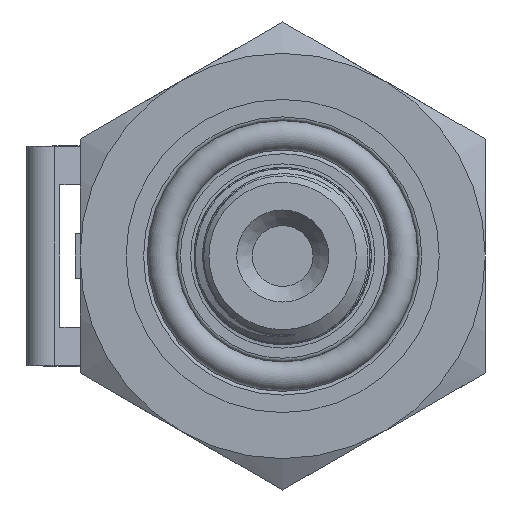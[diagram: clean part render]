
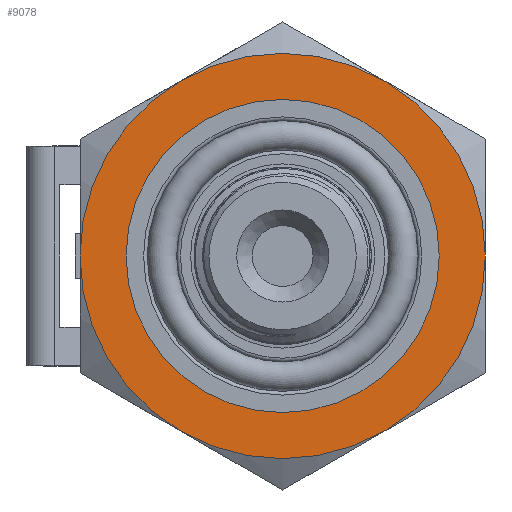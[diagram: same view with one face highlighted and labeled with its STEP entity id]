
A CAD part, left-side view. The second image highlights one B-rep face of the part: STEP entity #9078.
In plain terms, the highlighted planar face has unit normal (-1, 0, 0).
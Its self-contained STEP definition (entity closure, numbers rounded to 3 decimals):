
#439=FACE_BOUND('',#1545,.T.);
#511=PLANE('',#9455);
#987=FACE_OUTER_BOUND('',#1544,.T.);
#1544=EDGE_LOOP('',(#7795,#7796,#7797,#7798,#7799,#7800));
#1545=EDGE_LOOP('',(#7801));
#1789=CIRCLE('',#9389,11.);
#1790=CIRCLE('',#9391,11.);
#1791=CIRCLE('',#9393,11.);
#1792=CIRCLE('',#9395,11.);
#1793=CIRCLE('',#9397,11.);
#1794=CIRCLE('',#9399,11.);
#1822=CIRCLE('',#9454,8.5);
#4240=VERTEX_POINT('',#20323);
#4241=VERTEX_POINT('',#20327);
#4243=VERTEX_POINT('',#20334);
#4245=VERTEX_POINT('',#20344);
#4247=VERTEX_POINT('',#20357);
#4249=VERTEX_POINT('',#20367);
#4279=VERTEX_POINT('',#22908);
#5431=EDGE_CURVE('',#4240,#4241,#1789,.T.);
#5434=EDGE_CURVE('',#4243,#4240,#1790,.T.);
#5437=EDGE_CURVE('',#4245,#4243,#1791,.T.);
#5439=EDGE_CURVE('',#4247,#4245,#1792,.T.);
#5442=EDGE_CURVE('',#4249,#4247,#1793,.T.);
#5445=EDGE_CURVE('',#4241,#4249,#1794,.T.);
#5503=EDGE_CURVE('',#4279,#4279,#1822,.T.);
#7795=ORIENTED_EDGE('',*,*,#5445,.T.);
#7796=ORIENTED_EDGE('',*,*,#5442,.T.);
#7797=ORIENTED_EDGE('',*,*,#5439,.T.);
#7798=ORIENTED_EDGE('',*,*,#5437,.T.);
#7799=ORIENTED_EDGE('',*,*,#5434,.T.);
#7800=ORIENTED_EDGE('',*,*,#5431,.T.);
#7801=ORIENTED_EDGE('',*,*,#5503,.T.);
#9078=ADVANCED_FACE('',(#987,#439),#511,.T.);
#9389=AXIS2_PLACEMENT_3D('',#20331,#10229,#10230);
#9391=AXIS2_PLACEMENT_3D('',#20341,#10233,#10234);
#9393=AXIS2_PLACEMENT_3D('',#20351,#10237,#10238);
#9395=AXIS2_PLACEMENT_3D('',#20358,#10241,#10242);
#9397=AXIS2_PLACEMENT_3D('',#20368,#10245,#10246);
#9399=AXIS2_PLACEMENT_3D('',#20377,#10249,#10250);
#9454=AXIS2_PLACEMENT_3D('',#22909,#10369,#10370);
#9455=AXIS2_PLACEMENT_3D('',#22911,#10372,#10373);
#10229=DIRECTION('center_axis',(-1.,0.,0.));
#10230=DIRECTION('ref_axis',(0.,1.,0.));
#10233=DIRECTION('center_axis',(-1.,0.,0.));
#10234=DIRECTION('ref_axis',(0.,1.,0.));
#10237=DIRECTION('center_axis',(-1.,0.,0.));
#10238=DIRECTION('ref_axis',(0.,1.,0.));
#10241=DIRECTION('center_axis',(-1.,0.,0.));
#10242=DIRECTION('ref_axis',(0.,1.,0.));
#10245=DIRECTION('center_axis',(-1.,0.,0.));
#10246=DIRECTION('ref_axis',(0.,1.,0.));
#10249=DIRECTION('center_axis',(-1.,0.,0.));
#10250=DIRECTION('ref_axis',(0.,1.,0.));
#10369=DIRECTION('center_axis',(1.,0.,0.));
#10370=DIRECTION('ref_axis',(0.,0.,-1.));
#10372=DIRECTION('center_axis',(-1.,0.,0.));
#10373=DIRECTION('ref_axis',(0.,0.,1.));
#20323=CARTESIAN_POINT('',(-34.7,5.5,9.526));
#20327=CARTESIAN_POINT('',(-34.7,11.,0.));
#20331=CARTESIAN_POINT('Origin',(-34.7,0.,0.));
#20334=CARTESIAN_POINT('',(-34.7,-5.5,9.526));
#20341=CARTESIAN_POINT('Origin',(-34.7,0.,0.));
#20344=CARTESIAN_POINT('',(-34.7,-11.,0.));
#20351=CARTESIAN_POINT('Origin',(-34.7,0.,0.));
#20357=CARTESIAN_POINT('',(-34.7,-5.5,-9.526));
#20358=CARTESIAN_POINT('Origin',(-34.7,0.,0.));
#20367=CARTESIAN_POINT('',(-34.7,5.5,-9.526));
#20368=CARTESIAN_POINT('Origin',(-34.7,0.,0.));
#20377=CARTESIAN_POINT('Origin',(-34.7,0.,0.));
#22908=CARTESIAN_POINT('',(-34.7,-8.5,0.));
#22909=CARTESIAN_POINT('Origin',(-34.7,0.,0.));
#22911=CARTESIAN_POINT('Origin',(-34.7,11.,0.));
